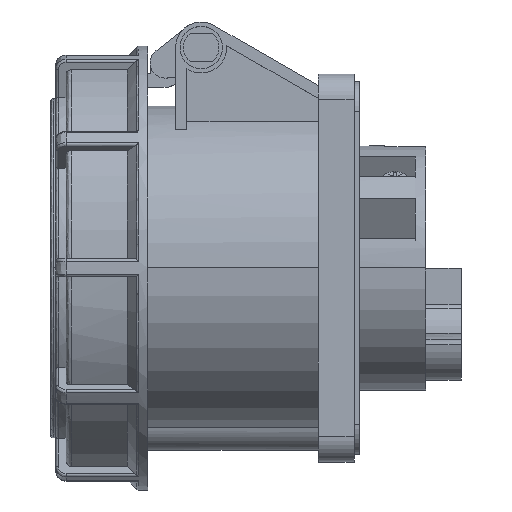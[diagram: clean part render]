
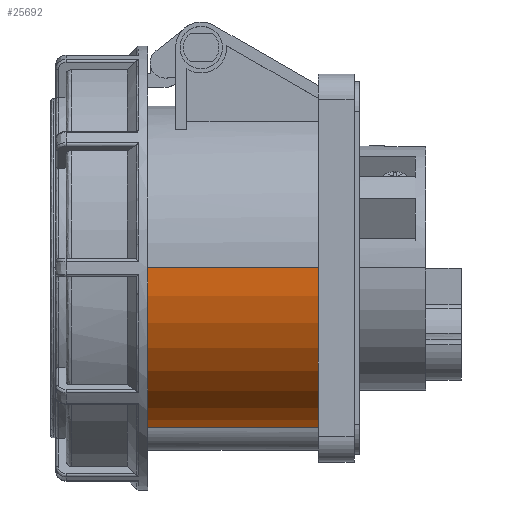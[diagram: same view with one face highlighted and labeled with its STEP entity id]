
A CAD part, top view. The second image highlights one B-rep face of the part: STEP entity #25692.
In plain terms, the highlighted cylindrical face has radius 31.75 mm (diameter 63.5 mm), a partial arc.
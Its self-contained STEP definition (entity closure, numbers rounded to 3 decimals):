
#659 = DIRECTION ( 'NONE',  ( 0., 0., 1. ) ) ;
#710 = CARTESIAN_POINT ( 'NONE',  ( 50.4, 0., 31.75 ) ) ;
#1263 = CARTESIAN_POINT ( 'NONE',  ( 41., 0., 0. ) ) ;
#1927 = VERTEX_POINT ( 'NONE', #37532 ) ;
#2951 = AXIS2_PLACEMENT_3D ( 'NONE', #25735, #35643, #16935 ) ;
#3256 = EDGE_CURVE ( 'NONE', #7839, #1927, #16702, .T. ) ;
#3363 = ORIENTED_EDGE ( 'NONE', *, *, #18845, .T. ) ;
#4810 = CARTESIAN_POINT ( 'NONE',  ( 50.4, 0., 0. ) ) ;
#6239 = EDGE_CURVE ( 'NONE', #27542, #6457, #13459, .T. ) ;
#6457 = VERTEX_POINT ( 'NONE', #21600 ) ;
#6671 = VECTOR ( 'NONE', #37997, 1000. ) ;
#6712 = CARTESIAN_POINT ( 'NONE',  ( 50.4, -31.212, 5.819 ) ) ;
#7839 = VERTEX_POINT ( 'NONE', #25267 ) ;
#7937 = ORIENTED_EDGE ( 'NONE', *, *, #3256, .T. ) ;
#8600 = AXIS2_PLACEMENT_3D ( 'NONE', #4810, #14725, #659 ) ;
#9096 = AXIS2_PLACEMENT_3D ( 'NONE', #1263, #17848, #20987 ) ;
#13459 = LINE ( 'NONE', #6712, #38521 ) ;
#14725 = DIRECTION ( 'NONE',  ( -1., 0., 0. ) ) ;
#15340 = EDGE_LOOP ( 'NONE', ( #15665, #7937, #3363, #25038 ) ) ;
#15665 = ORIENTED_EDGE ( 'NONE', *, *, #20390, .T. ) ;
#16702 = LINE ( 'NONE', #710, #6671 ) ;
#16935 = DIRECTION ( 'NONE',  ( 0., 0., 1. ) ) ;
#17848 = DIRECTION ( 'NONE',  ( -1., 0., 0. ) ) ;
#18845 = EDGE_CURVE ( 'NONE', #1927, #27542, #21045, .T. ) ;
#20390 = EDGE_CURVE ( 'NONE', #6457, #7839, #32616, .T. ) ;
#20987 = DIRECTION ( 'NONE',  ( 0., 0., 1. ) ) ;
#21045 = CIRCLE ( 'NONE', #2951, 31.75 ) ;
#21600 = CARTESIAN_POINT ( 'NONE',  ( 41., -31.212, 5.819 ) ) ;
#25038 = ORIENTED_EDGE ( 'NONE', *, *, #6239, .T. ) ;
#25267 = CARTESIAN_POINT ( 'NONE',  ( 41., 0., 31.75 ) ) ;
#25692 = ADVANCED_FACE ( 'NONE', ( #27296 ), #30890, .T. ) ;
#25735 = CARTESIAN_POINT ( 'NONE',  ( 7., 0., 0. ) ) ;
#27296 = FACE_OUTER_BOUND ( 'NONE', #15340, .T. ) ;
#27542 = VERTEX_POINT ( 'NONE', #29614 ) ;
#29614 = CARTESIAN_POINT ( 'NONE',  ( 7., -31.212, 5.819 ) ) ;
#30890 = CYLINDRICAL_SURFACE ( 'NONE', #8600, 31.75 ) ;
#31966 = DIRECTION ( 'NONE',  ( 1., 0., 0. ) ) ;
#32616 = CIRCLE ( 'NONE', #9096, 31.75 ) ;
#35643 = DIRECTION ( 'NONE',  ( 1., 0., 0. ) ) ;
#37532 = CARTESIAN_POINT ( 'NONE',  ( 7., 0., 31.75 ) ) ;
#37997 = DIRECTION ( 'NONE',  ( -1., 0., 0. ) ) ;
#38521 = VECTOR ( 'NONE', #31966, 1000. ) ;
